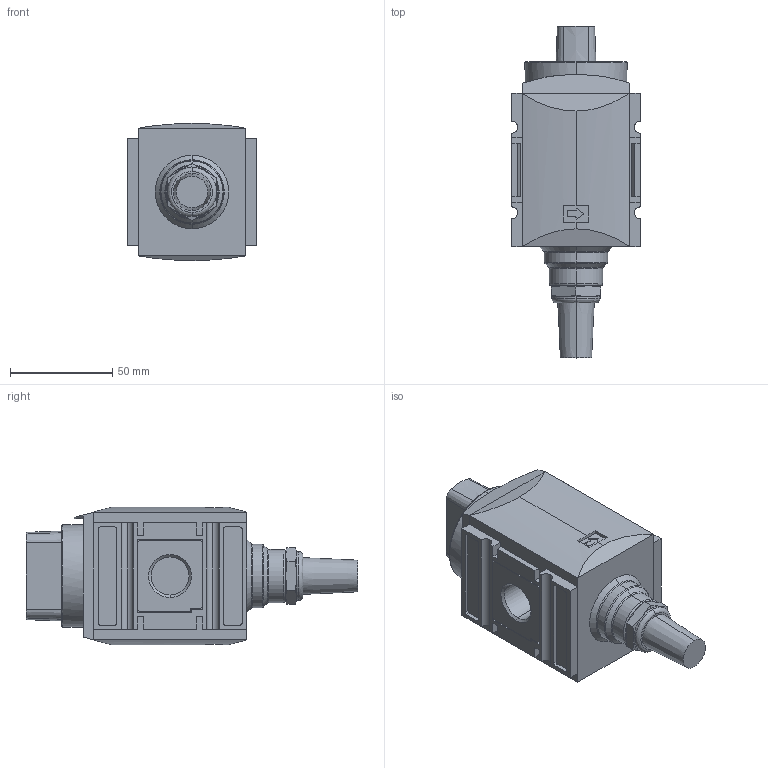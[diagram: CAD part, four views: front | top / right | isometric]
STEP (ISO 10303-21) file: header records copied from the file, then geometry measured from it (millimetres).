
FILE_DESCRIPTION (( 'STEP AP214' ), '1' );
FILE_NAME ('KN-KBAV212.STEP', '2018-08-29T14:54:55', ( '' ), ( '' ), 'SwSTEP 2.0', 'SolidWorks 2018', '' );
FILE_SCHEMA (( 'AUTOMOTIVE_DESIGN' ));
Length unit declared in the file: millimetre
Products named in the file (1): KN-KBAV212
Bounding box: 63 x 162.5 x 67.12 mm (x, y, z)
Volume: 352121.1 mm3; surface area: 44954 mm2
Topology: 2 solids, 2 shells, 340 faces, 875 edges, 565 vertices
Faces by surface type: plane 202, cylinder 87, cone 39, bspline 12
Entity records: 14276 total; most frequent: CARTESIAN_POINT 2114, ORIENTED_EDGE 1750, DIRECTION 1748, EDGE_CURVE 875, VECTOR 590, LINE 590, AXIS2_PLACEMENT_3D 579, VERTEX_POINT 565
